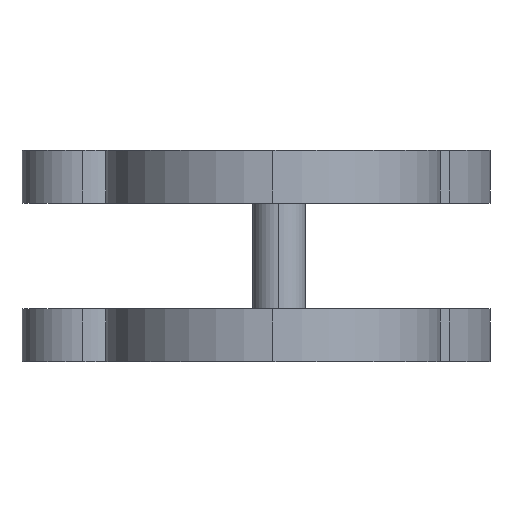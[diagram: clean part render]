
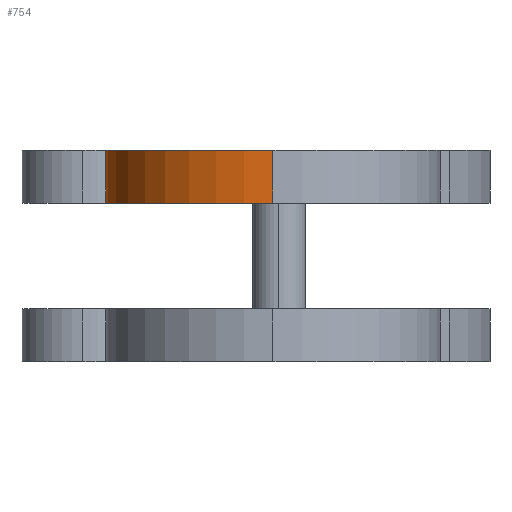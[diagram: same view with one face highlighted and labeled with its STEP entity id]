
A CAD part, left-side view. The second image highlights one B-rep face of the part: STEP entity #754.
In plain terms, the highlighted cylindrical face has radius 9.5 mm (diameter 19 mm), a partial arc.
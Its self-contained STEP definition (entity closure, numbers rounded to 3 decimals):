
#138 = ORIENTED_EDGE ( 'NONE', *, *, #557, .F. ) ;
#148 = ORIENTED_EDGE ( 'NONE', *, *, #395, .T. ) ;
#156 = CIRCLE ( 'NONE', #1494, 9.5 ) ;
#236 = VECTOR ( 'NONE', #2107, 1000. ) ;
#250 = CARTESIAN_POINT ( 'NONE',  ( -21.513, 3.357, -9.846 ) ) ;
#291 = LINE ( 'NONE', #954, #236 ) ;
#325 = DIRECTION ( 'NONE',  ( 1., 0., 0. ) ) ;
#353 = FACE_OUTER_BOUND ( 'NONE', #2123, .T. ) ;
#394 = VERTEX_POINT ( 'NONE', #598 ) ;
#395 = EDGE_CURVE ( 'NONE', #394, #555, #1396, .T. ) ;
#402 = CARTESIAN_POINT ( 'NONE',  ( -21.513, 12.857, -6.846 ) ) ;
#431 = AXIS2_PLACEMENT_3D ( 'NONE', #250, #785, #1443 ) ;
#489 = DIRECTION ( 'NONE',  ( 0., 0., 1. ) ) ;
#541 = CARTESIAN_POINT ( 'NONE',  ( -31.013, 3.357, -6.846 ) ) ;
#555 = VERTEX_POINT ( 'NONE', #1294 ) ;
#557 = EDGE_CURVE ( 'NONE', #2044, #1740, #291, .T. ) ;
#565 = ORIENTED_EDGE ( 'NONE', *, *, #1839, .F. ) ;
#598 = CARTESIAN_POINT ( 'NONE',  ( -21.513, 12.857, -6.846 ) ) ;
#626 = CYLINDRICAL_SURFACE ( 'NONE', #837, 9.5 ) ;
#713 = CARTESIAN_POINT ( 'NONE',  ( -21.513, 3.357, -6.846 ) ) ;
#752 = ORIENTED_EDGE ( 'NONE', *, *, #1976, .T. ) ;
#754 = ADVANCED_FACE ( 'NONE', ( #353 ), #626, .T. ) ;
#785 = DIRECTION ( 'NONE',  ( 0., 0., 1. ) ) ;
#837 = AXIS2_PLACEMENT_3D ( 'NONE', #713, #1226, #1036 ) ;
#924 = CIRCLE ( 'NONE', #431, 9.5 ) ;
#954 = CARTESIAN_POINT ( 'NONE',  ( -31.013, 3.357, -6.846 ) ) ;
#1023 = VECTOR ( 'NONE', #1901, 1000. ) ;
#1036 = DIRECTION ( 'NONE',  ( -1., 0., 0. ) ) ;
#1164 = CARTESIAN_POINT ( 'NONE',  ( -31.013, 3.357, -9.846 ) ) ;
#1226 = DIRECTION ( 'NONE',  ( 0., 0., -1. ) ) ;
#1294 = CARTESIAN_POINT ( 'NONE',  ( -21.513, 12.857, -9.846 ) ) ;
#1396 = LINE ( 'NONE', #402, #1023 ) ;
#1443 = DIRECTION ( 'NONE',  ( 1., 0., 0. ) ) ;
#1494 = AXIS2_PLACEMENT_3D ( 'NONE', #1671, #489, #325 ) ;
#1671 = CARTESIAN_POINT ( 'NONE',  ( -21.513, 3.357, -6.846 ) ) ;
#1740 = VERTEX_POINT ( 'NONE', #1164 ) ;
#1839 = EDGE_CURVE ( 'NONE', #394, #2044, #156, .T. ) ;
#1901 = DIRECTION ( 'NONE',  ( 0., 0., -1. ) ) ;
#1976 = EDGE_CURVE ( 'NONE', #555, #1740, #924, .T. ) ;
#2044 = VERTEX_POINT ( 'NONE', #541 ) ;
#2107 = DIRECTION ( 'NONE',  ( 0., 0., -1. ) ) ;
#2123 = EDGE_LOOP ( 'NONE', ( #138, #565, #148, #752 ) ) ;
